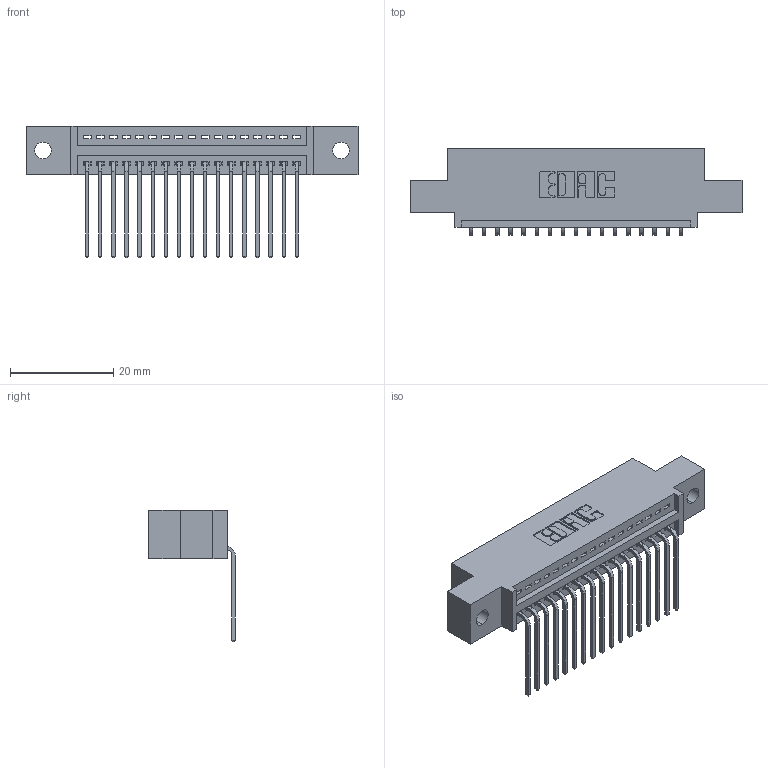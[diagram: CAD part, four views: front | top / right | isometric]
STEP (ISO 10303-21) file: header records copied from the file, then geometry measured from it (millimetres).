
FILE_DESCRIPTION (( 'STEP AP203' ), '1' );
FILE_NAME ('395-017-559-402.STEP', '2019-10-17T15:04:17', ( '' ), ( '' ), 'SwSTEP 2.0', 'SolidWorks 2016', '' );
FILE_SCHEMA (( 'CONFIG_CONTROL_DESIGN' ));
Length unit declared in the file: inch
Products named in the file (3): 345-292-001_558 559 Tail - 1; 345 Part_0.110 Offset - 0.128 Dia; 395-017-559-402
Assembly tree (18 placements, depth 2):
  395-017-559-402
    345 Part_0.110 Offset - 0.128 Dia
    345-292-001_558 559 Tail - 1  x17
Bounding box: 64.39 x 16.75 x 25.53 mm (x, y, z)
Volume: 5857.5 mm3; surface area: 7587.6 mm2
Topology: 18 solids, 18 shells, 1150 faces, 3447 edges, 2274 vertices
Faces by surface type: plane 798, cylinder 352
Entity records: 16379 total; most frequent: CARTESIAN_POINT 2847, ORIENTED_EDGE 2798, DIRECTION 2521, EDGE_CURVE 1399, LINE 1199, VECTOR 1199, VERTEX_POINT 930, AXIS2_PLACEMENT_3D 661
